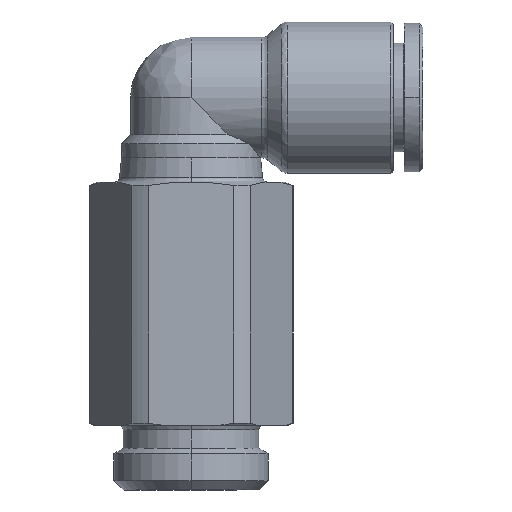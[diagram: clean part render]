
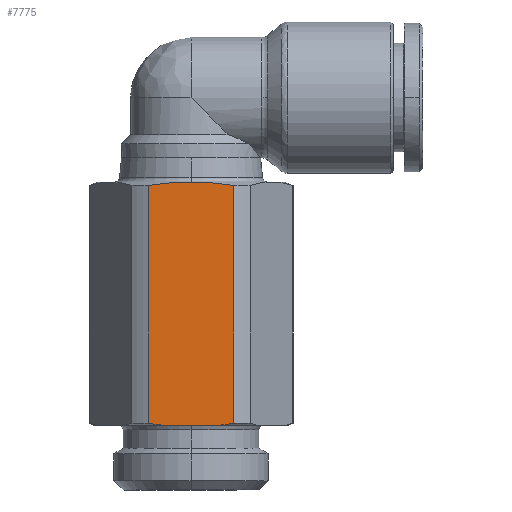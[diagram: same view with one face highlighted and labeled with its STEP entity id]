
A CAD part, front view. The second image highlights one B-rep face of the part: STEP entity #7775.
In plain terms, the highlighted planar face has unit normal (0, -1, 0).
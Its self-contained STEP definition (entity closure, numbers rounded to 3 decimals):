
#88 = ORIENTED_EDGE ( 'NONE', *, *, #3723, .F. ) ;
#715 = VERTEX_POINT ( 'NONE', #15183 ) ;
#1171 = VECTOR ( 'NONE', #10825, 1000. ) ;
#1347 = VERTEX_POINT ( 'NONE', #5086 ) ;
#1684 = CARTESIAN_POINT ( 'NONE',  ( -13.816, -10., -35.118 ) ) ;
#2288 = ORIENTED_EDGE ( 'NONE', *, *, #2904, .T. ) ;
#2399 = AXIS2_PLACEMENT_3D ( 'NONE', #7362, #7306, #13662 ) ;
#2706 = ORIENTED_EDGE ( 'NONE', *, *, #6700, .T. ) ;
#2904 = EDGE_CURVE ( 'NONE', #6130, #715, #13363, .T. ) ;
#3242 = LINE ( 'NONE', #4177, #15489 ) ;
#3723 = EDGE_CURVE ( 'NONE', #13541, #9616, #7367, .T. ) ;
#3744 = DIRECTION ( 'NONE',  ( 0., 0., -1. ) ) ;
#4177 = CARTESIAN_POINT ( 'NONE',  ( -4.651, -10., -35.3 ) ) ;
#4434 = EDGE_LOOP ( 'NONE', ( #6607, #2706, #8631, #88, #7683, #2288, #11545 ) ) ;
#5086 = CARTESIAN_POINT ( 'NONE',  ( -4.651, -10., -9.464 ) ) ;
#5430 = CARTESIAN_POINT ( 'NONE',  ( -7.696, -10., -9.1 ) ) ;
#5597 = CARTESIAN_POINT ( 'NONE',  ( -4.651, -10., -9.464 ) ) ;
#5814 = LINE ( 'NONE', #11351, #8824 ) ;
#6127 = B_SPLINE_CURVE_WITH_KNOTS ( 'NONE', 3,
 ( #12873, #12925, #10489, #8965 ),
 .UNSPECIFIED., .F., .F.,
 ( 4, 4 ),
 ( 0., 0.005 ),
 .UNSPECIFIED. ) ;
#6130 = VERTEX_POINT ( 'NONE', #15501 ) ;
#6235 = FACE_OUTER_BOUND ( 'NONE', #4434, .T. ) ;
#6342 = CARTESIAN_POINT ( 'NONE',  ( -13.816, -10., -9.464 ) ) ;
#6555 = EDGE_CURVE ( 'NONE', #12285, #9616, #5814, .T. ) ;
#6607 = ORIENTED_EDGE ( 'NONE', *, *, #8868, .T. ) ;
#6700 = EDGE_CURVE ( 'NONE', #15555, #12285, #6127, .T. ) ;
#7068 = CARTESIAN_POINT ( 'NONE',  ( -9.233, -10., -9.1 ) ) ;
#7306 = DIRECTION ( 'NONE',  ( 0., -1., 0. ) ) ;
#7362 = CARTESIAN_POINT ( 'NONE',  ( -3.46, -10., -35.3 ) ) ;
#7367 = B_SPLINE_CURVE_WITH_KNOTS ( 'NONE', 3,
 ( #11839, #11786, #14425, #1684 ),
 .UNSPECIFIED., .F., .F.,
 ( 4, 4 ),
 ( 0., 0.001 ),
 .UNSPECIFIED. ) ;
#7382 = CARTESIAN_POINT ( 'NONE',  ( -13.816, -10., -35.118 ) ) ;
#7683 = ORIENTED_EDGE ( 'NONE', *, *, #12578, .F. ) ;
#7775 = ADVANCED_FACE ( 'NONE', ( #6235 ), #12158, .T. ) ;
#7804 = CARTESIAN_POINT ( 'NONE',  ( -12.435, -10., -35.3 ) ) ;
#8631 = ORIENTED_EDGE ( 'NONE', *, *, #6555, .T. ) ;
#8824 = VECTOR ( 'NONE', #3744, 1000. ) ;
#8868 = EDGE_CURVE ( 'NONE', #1347, #15555, #12213, .T. ) ;
#8965 = CARTESIAN_POINT ( 'NONE',  ( -13.816, -10., -9.464 ) ) ;
#8987 = CARTESIAN_POINT ( 'NONE',  ( -4.651, -10., -35.118 ) ) ;
#9518 = CARTESIAN_POINT ( 'NONE',  ( -9.233, -10., -35.3 ) ) ;
#9616 = VERTEX_POINT ( 'NONE', #7382 ) ;
#10489 = CARTESIAN_POINT ( 'NONE',  ( -12.297, -10., -9.234 ) ) ;
#10825 = DIRECTION ( 'NONE',  ( -1., 0., 0. ) ) ;
#11210 = LINE ( 'NONE', #9518, #1171 ) ;
#11351 = CARTESIAN_POINT ( 'NONE',  ( -13.816, -10., -35.3 ) ) ;
#11545 = ORIENTED_EDGE ( 'NONE', *, *, #14310, .T. ) ;
#11786 = CARTESIAN_POINT ( 'NONE',  ( -12.896, -10., -35.249 ) ) ;
#11839 = CARTESIAN_POINT ( 'NONE',  ( -12.435, -10., -35.3 ) ) ;
#12158 = PLANE ( 'NONE',  #2399 ) ;
#12213 = B_SPLINE_CURVE_WITH_KNOTS ( 'NONE', 3,
 ( #5597, #14603, #5430, #14427 ),
 .UNSPECIFIED., .F., .F.,
 ( 4, 4 ),
 ( 0., 0.005 ),
 .UNSPECIFIED. ) ;
#12285 = VERTEX_POINT ( 'NONE', #6342 ) ;
#12578 = EDGE_CURVE ( 'NONE', #6130, #13541, #11210, .T. ) ;
#12831 = CARTESIAN_POINT ( 'NONE',  ( -5.57, -10., -35.249 ) ) ;
#12873 = CARTESIAN_POINT ( 'NONE',  ( -9.233, -10., -9.1 ) ) ;
#12925 = CARTESIAN_POINT ( 'NONE',  ( -10.77, -10., -9.1 ) ) ;
#13363 = B_SPLINE_CURVE_WITH_KNOTS ( 'NONE', 3,
 ( #16582, #12831, #15398, #8987 ),
 .UNSPECIFIED., .F., .F.,
 ( 4, 4 ),
 ( 0., 0.001 ),
 .UNSPECIFIED. ) ;
#13541 = VERTEX_POINT ( 'NONE', #7804 ) ;
#13662 = DIRECTION ( 'NONE',  ( 0., 0., -1. ) ) ;
#14310 = EDGE_CURVE ( 'NONE', #715, #1347, #3242, .T. ) ;
#14425 = CARTESIAN_POINT ( 'NONE',  ( -13.357, -10., -35.188 ) ) ;
#14427 = CARTESIAN_POINT ( 'NONE',  ( -9.233, -10., -9.1 ) ) ;
#14534 = DIRECTION ( 'NONE',  ( 0., 0., 1. ) ) ;
#14603 = CARTESIAN_POINT ( 'NONE',  ( -6.169, -10., -9.234 ) ) ;
#15183 = CARTESIAN_POINT ( 'NONE',  ( -4.651, -10., -35.118 ) ) ;
#15398 = CARTESIAN_POINT ( 'NONE',  ( -5.11, -10., -35.188 ) ) ;
#15489 = VECTOR ( 'NONE', #14534, 1000. ) ;
#15501 = CARTESIAN_POINT ( 'NONE',  ( -6.032, -10., -35.3 ) ) ;
#15555 = VERTEX_POINT ( 'NONE', #7068 ) ;
#16582 = CARTESIAN_POINT ( 'NONE',  ( -6.032, -10., -35.3 ) ) ;
